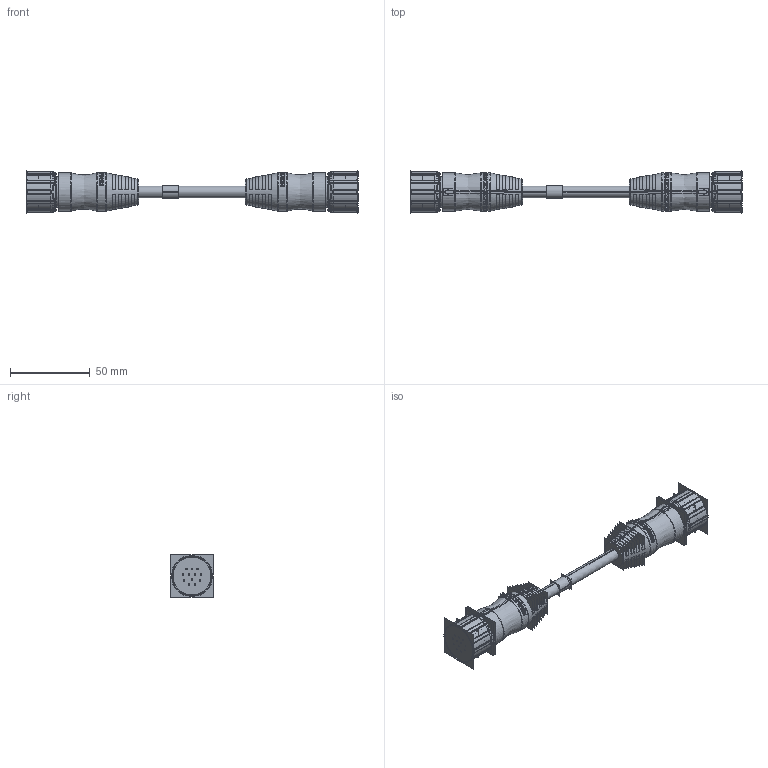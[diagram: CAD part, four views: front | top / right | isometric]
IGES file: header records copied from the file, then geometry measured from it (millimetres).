
Start section:  PTC IGES file: 242008_sm01.igs
Global section: file name: 242008_sm01.igs; native system: Creo Parametric by PTC Inc.; preprocessor: 2022414; author: banengservice; organization: Unknown; date: 20240912.115648; units: millimetre
Bounding box: 208.66 x 26.42 x 26.42 mm (x, y, z)
Volume: 49712.1 mm3; surface area: 100122.4 mm2
Topology: 1 solids, 1 shells, 2778 faces, 13767 edges, 16778 vertices
Faces by surface type: bspline 2228, revolution 550
